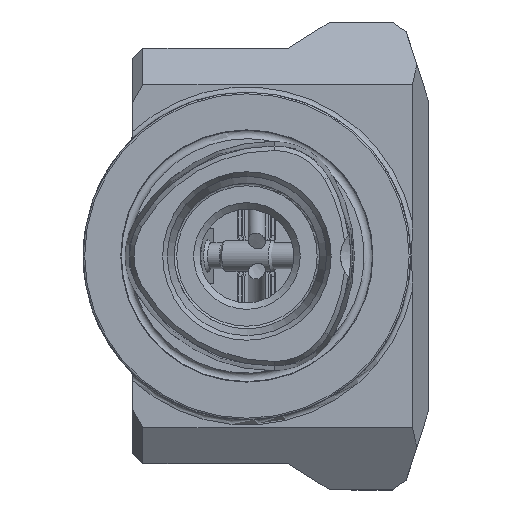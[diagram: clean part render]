
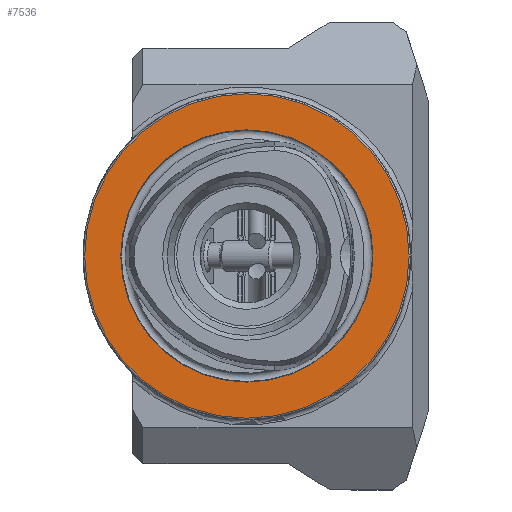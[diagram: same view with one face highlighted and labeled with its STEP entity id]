
A CAD part, left-side view. The second image highlights one B-rep face of the part: STEP entity #7536.
In plain terms, the highlighted planar face has unit normal (-1, 0, 0).
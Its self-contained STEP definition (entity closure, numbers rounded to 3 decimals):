
#452 = DIRECTION ( 'NONE',  ( -1., 0., 0. ) ) ;
#1467 = EDGE_CURVE ( 'NONE', #7514, #7514, #5632, .T. ) ;
#1507 = EDGE_LOOP ( 'NONE', ( #7115 ) ) ;
#2016 = CIRCLE ( 'NONE', #6480, 31.2 ) ;
#2303 = AXIS2_PLACEMENT_3D ( 'NONE', #7557, #9423, #12279 ) ;
#2660 = EDGE_CURVE ( 'NONE', #3623, #3623, #2016, .T. ) ;
#2877 = AXIS2_PLACEMENT_3D ( 'NONE', #4948, #7944, #3221 ) ;
#3221 = DIRECTION ( 'NONE',  ( 0., 0., -1. ) ) ;
#3623 = VERTEX_POINT ( 'NONE', #11453 ) ;
#3848 = CARTESIAN_POINT ( 'NONE',  ( 0., 0., 24.25 ) ) ;
#4161 = FACE_OUTER_BOUND ( 'NONE', #9488, .T. ) ;
#4734 = ORIENTED_EDGE ( 'NONE', *, *, #2660, .T. ) ;
#4948 = CARTESIAN_POINT ( 'NONE',  ( 0., 24.25, 0. ) ) ;
#5632 = CIRCLE ( 'NONE', #2303, 24.25 ) ;
#6258 = FACE_BOUND ( 'NONE', #1507, .T. ) ;
#6480 = AXIS2_PLACEMENT_3D ( 'NONE', #11946, #452, #10095 ) ;
#7115 = ORIENTED_EDGE ( 'NONE', *, *, #1467, .F. ) ;
#7514 = VERTEX_POINT ( 'NONE', #3848 ) ;
#7536 = ADVANCED_FACE ( 'NONE', ( #6258, #4161 ), #7815, .F. ) ;
#7557 = CARTESIAN_POINT ( 'NONE',  ( 0., 0., 0. ) ) ;
#7815 = PLANE ( 'NONE',  #2877 ) ;
#7944 = DIRECTION ( 'NONE',  ( 1., 0., 0. ) ) ;
#9423 = DIRECTION ( 'NONE',  ( -1., 0., 0. ) ) ;
#9488 = EDGE_LOOP ( 'NONE', ( #4734 ) ) ;
#10095 = DIRECTION ( 'NONE',  ( 0., 0., 1. ) ) ;
#11453 = CARTESIAN_POINT ( 'NONE',  ( 0., 0., 31.2 ) ) ;
#11946 = CARTESIAN_POINT ( 'NONE',  ( 0., 0., 0. ) ) ;
#12279 = DIRECTION ( 'NONE',  ( 0., 0., 1. ) ) ;
